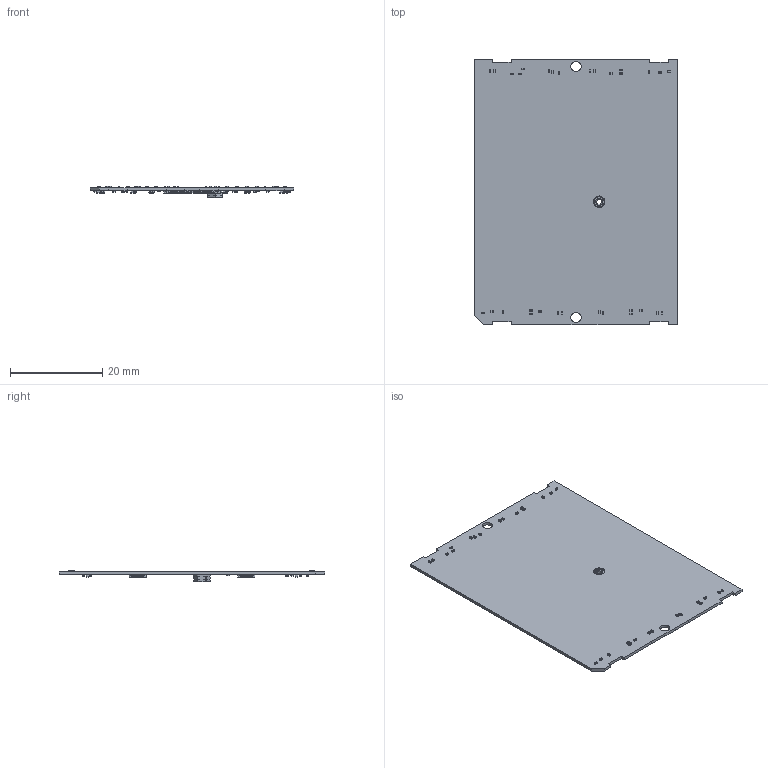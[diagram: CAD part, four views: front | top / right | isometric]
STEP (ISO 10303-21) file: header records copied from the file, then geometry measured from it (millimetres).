
FILE_DESCRIPTION(('Open CASCADE Model'),'2;1');
FILE_NAME('Open CASCADE Shape Model','2023-04-05T13:12:55',('Author'),( 'Open CASCADE'),'Open CASCADE STEP processor 7.5','Open CASCADE 7.5' ,'Unknown');
FILE_SCHEMA(('AUTOMOTIVE_DESIGN { 1 0 10303 214 1 1 1 1 }'));
Length unit declared in the file: millimetre
Products named in the file (88): PCB; Board; Open CASCADE STEP translator 7.5 1.1.1; R1_U3; RESC0603X28N; J3; 6408834112; J4; 6408830992; M1; SMTSO-080-2ET-PennEngineering-3D-03-15-2023; R4_U4; R6; C4_U3; CAPC0603X33N; C15_U3; R4_U3; R5; R2; R4_U2; R4_U1; R3; R1_U4; R1_U2; R1_U1; C23_U4; C23_U3; C23_U2; C23_U1; C22_U4; C22_U3; C22_U2; C22_U1; C21_U4; C21_U3; C21_U2; C17_U4; C17_U3; C17_U2; C17_U1 ...
Assembly tree (160 placements, depth 3):
  PCB
    Board
      Open CASCADE STEP translator 7.5 1.1.1
    R1_U3
      RESC0603X28N
    J3
      6408834112
    J4
      6408830992
    M1
      SMTSO-080-2ET-PennEngineering-3D-03-15-2023
    R4_U4
      RESC0603X28N
    R6
      RESC0603X28N
    C4_U3
      CAPC0603X33N
    C15_U3
      CAPC0603X33N
    R4_U3
      RESC0603X28N
    R5
      RESC0603X28N
    R2
      RESC0603X28N
    R4_U2
      RESC0603X28N
    R4_U1
      RESC0603X28N
    R3
      RESC0603X28N
    R1_U4
      RESC0603X28N
    R1_U2
      RESC0603X28N
    R1_U1
      RESC0603X28N
    C23_U4
      CAPC0603X33N
    C23_U3
      CAPC0603X33N
    C23_U2
      CAPC0603X33N
    C23_U1
      CAPC0603X33N
    C22_U4
      CAPC0603X33N
    C22_U3
      CAPC0603X33N
    C22_U2
      CAPC0603X33N
    C22_U1
      CAPC0603X33N
    C21_U4
      CAPC0603X33N
    C21_U3
      CAPC0603X33N
    C21_U2
      CAPC0603X33N
    C17_U4
Bounding box: 44.1 x 57.5 x 2.54 mm (x, y, z)
Volume: 1601.6 mm3; surface area: 5518.8 mm2
Topology: 232 solids, 234 shells, 6051 faces, 15364 edges, 9200 vertices
Faces by surface type: cylinder 3051, plane 2330, sphere 608, cone 54, bspline 8
Full cylindrical faces by diameter (mm): 2.2 x2, 2.49 x1
Entity records: 48974 total; most frequent: CARTESIAN_POINT 8850, ORIENTED_EDGE 8056, DIRECTION 7826, EDGE_CURVE 4028, LINE 3182, VECTOR 3182, VERTEX_POINT 2632, AXIS2_PLACEMENT_3D 2322
